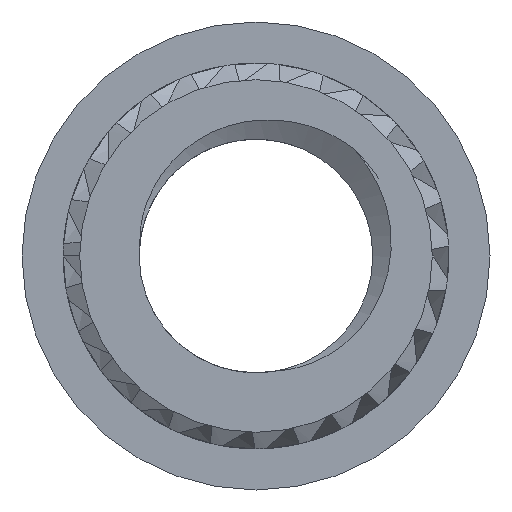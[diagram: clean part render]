
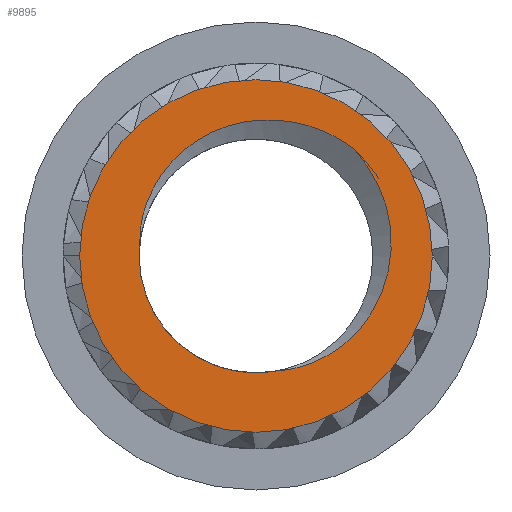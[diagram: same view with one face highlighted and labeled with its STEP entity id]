
A CAD part, front view. The second image highlights one B-rep face of the part: STEP entity #9895.
In plain terms, the highlighted planar face has unit normal (0, -1, 0).
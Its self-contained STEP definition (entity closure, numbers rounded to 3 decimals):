
#206 = CARTESIAN_POINT ( 'NONE',  ( 0.24, -2.715, -1.325 ) ) ;
#222 = CARTESIAN_POINT ( 'NONE',  ( 1.22, -2.715, -0.826 ) ) ;
#252 = CARTESIAN_POINT ( 'NONE',  ( 0.076, -2.715, 1.575 ) ) ;
#327 = CARTESIAN_POINT ( 'NONE',  ( 1.126, -2.715, 1.238 ) ) ;
#659 = CARTESIAN_POINT ( 'NONE',  ( 0.218, -2.715, 1.574 ) ) ;
#797 = B_SPLINE_CURVE_WITH_KNOTS ( 'NONE', 3,
 ( #6788, #15917, #1686, #12015, #9434, #5575, #16000, #12172, #14600, #7124, #4432, #222, #16169, #16249, #13541, #6949, #10816, #8425 ),
 .UNSPECIFIED., .F., .F.,
 ( 4, 2, 2, 2, 2, 2, 2, 2, 4 ),
 ( 0., 0., 0.001, 0.001, 0.002, 0.002, 0.003, 0.003, 0.003 ),
 .UNSPECIFIED. ) ;
#980 = FACE_OUTER_BOUND ( 'NONE', #16841, .T. ) ;
#1120 = VERTEX_POINT ( 'NONE', #11664 ) ;
#1383 = CARTESIAN_POINT ( 'NONE',  ( -1.327, -2.715, 0.399 ) ) ;
#1554 = CARTESIAN_POINT ( 'NONE',  ( -0.339, -2.715, 1.501 ) ) ;
#1575 = ORIENTED_EDGE ( 'NONE', *, *, #3199, .T. ) ;
#1686 = CARTESIAN_POINT ( 'NONE',  ( 1.303, -2.715, 1.019 ) ) ;
#1841 = DIRECTION ( 'NONE',  ( 0., -1., 0. ) ) ;
#1884 = CARTESIAN_POINT ( 'NONE',  ( 0.632, -2.715, 1.5 ) ) ;
#1967 = CARTESIAN_POINT ( 'NONE',  ( 0.892, -2.715, 1.393 ) ) ;
#2110 = ORIENTED_EDGE ( 'NONE', *, *, #5068, .F. ) ;
#2139 = VERTEX_POINT ( 'NONE', #13535 ) ;
#3041 = VERTEX_POINT ( 'NONE', #7451 ) ;
#3199 = EDGE_CURVE ( 'NONE', #8737, #2139, #6136, .T. ) ;
#3241 = CARTESIAN_POINT ( 'NONE',  ( 0., -2.715, 0. ) ) ;
#3350 = EDGE_CURVE ( 'NONE', #1120, #16257, #8250, .T. ) ;
#3354 = CARTESIAN_POINT ( 'NONE',  ( 0., -2.715, 0. ) ) ;
#4124 = CARTESIAN_POINT ( 'NONE',  ( -1.345, -2.715, 0.26 ) ) ;
#4239 = ORIENTED_EDGE ( 'NONE', *, *, #6957, .F. ) ;
#4365 = DIRECTION ( 'NONE',  ( 0., 0., 1. ) ) ;
#4432 = CARTESIAN_POINT ( 'NONE',  ( 1.377, -2.715, -0.591 ) ) ;
#4564 = EDGE_CURVE ( 'NONE', #16257, #13037, #797, .T. ) ;
#4748 = AXIS2_PLACEMENT_3D ( 'NONE', #3354, #7253, #9742 ) ;
#5068 = EDGE_CURVE ( 'NONE', #3041, #13037, #8189, .T. ) ;
#5139 = ORIENTED_EDGE ( 'NONE', *, *, #4564, .T. ) ;
#5215 = DIRECTION ( 'NONE',  ( 0., 0., 1. ) ) ;
#5350 = CARTESIAN_POINT ( 'NONE',  ( -1.183, -2.715, 0.796 ) ) ;
#5575 = CARTESIAN_POINT ( 'NONE',  ( 1.552, -2.715, 0.366 ) ) ;
#6136 = CIRCLE ( 'NONE', #4748, 2.033 ) ;
#6362 = AXIS2_PLACEMENT_3D ( 'NONE', #3241, #8276, #4365 ) ;
#6649 = CARTESIAN_POINT ( 'NONE',  ( -1.245, -2.715, 0.67 ) ) ;
#6663 = CARTESIAN_POINT ( 'NONE',  ( 2.033, -2.715, 0. ) ) ;
#6788 = CARTESIAN_POINT ( 'NONE',  ( 1.126, -2.715, 1.238 ) ) ;
#6949 = CARTESIAN_POINT ( 'NONE',  ( 0.521, -2.715, -1.283 ) ) ;
#6957 = EDGE_CURVE ( 'NONE', #1120, #3041, #9380, .T. ) ;
#7124 = CARTESIAN_POINT ( 'NONE',  ( 1.438, -2.715, -0.466 ) ) ;
#7253 = DIRECTION ( 'NONE',  ( 0., -1., 0. ) ) ;
#7451 = CARTESIAN_POINT ( 'NONE',  ( -1.347, -2.715, 0. ) ) ;
#7672 = ORIENTED_EDGE ( 'NONE', *, *, #13093, .T. ) ;
#8118 = CARTESIAN_POINT ( 'NONE',  ( -0.716, -2.715, 1.315 ) ) ;
#8134 = DIRECTION ( 'NONE',  ( 0., -1., 0. ) ) ;
#8189 = CIRCLE ( 'NONE', #9271, 1.347 ) ;
#8250 = B_SPLINE_CURVE_WITH_KNOTS ( 'NONE', 3,
 ( #10681, #4124, #1383, #6649, #5350, #9391, #14628, #8118, #13328, #1554, #12046, #252, #659, #16450, #1884, #1967, #14885, #327 ),
 .UNSPECIFIED., .F., .F.,
 ( 4, 2, 2, 2, 2, 2, 2, 2, 4 ),
 ( 0., 0., 0.001, 0.001, 0.002, 0.002, 0.003, 0.003, 0.003 ),
 .UNSPECIFIED. ) ;
#8276 = DIRECTION ( 'NONE',  ( 0., -1., 0. ) ) ;
#8293 = CARTESIAN_POINT ( 'NONE',  ( 1.126, -2.715, 1.238 ) ) ;
#8425 = CARTESIAN_POINT ( 'NONE',  ( 0.24, -2.715, -1.325 ) ) ;
#8451 = ORIENTED_EDGE ( 'NONE', *, *, #3350, .T. ) ;
#8737 = VERTEX_POINT ( 'NONE', #6663 ) ;
#9084 = PLANE ( 'NONE',  #16072 ) ;
#9271 = AXIS2_PLACEMENT_3D ( 'NONE', #14640, #8134, #13344 ) ;
#9380 = CIRCLE ( 'NONE', #6362, 1.347 ) ;
#9391 = CARTESIAN_POINT ( 'NONE',  ( -1.026, -2.715, 1.03 ) ) ;
#9434 = CARTESIAN_POINT ( 'NONE',  ( 1.488, -2.715, 0.638 ) ) ;
#9495 = AXIS2_PLACEMENT_3D ( 'NONE', #9759, #1841, #16230 ) ;
#9742 = DIRECTION ( 'NONE',  ( 0., 0., 1. ) ) ;
#9759 = CARTESIAN_POINT ( 'NONE',  ( 0., -2.715, 0. ) ) ;
#9895 = ADVANCED_FACE ( 'NONE', ( #10455, #980 ), #9084, .F. ) ;
#10455 = FACE_BOUND ( 'NONE', #16362, .T. ) ;
#10681 = CARTESIAN_POINT ( 'NONE',  ( -1.342, -2.715, 0.118 ) ) ;
#10816 = CARTESIAN_POINT ( 'NONE',  ( 0.382, -2.715, -1.315 ) ) ;
#11571 = DIRECTION ( 'NONE',  ( 0., 1., 0. ) ) ;
#11664 = CARTESIAN_POINT ( 'NONE',  ( -1.342, -2.715, 0.118 ) ) ;
#12015 = CARTESIAN_POINT ( 'NONE',  ( 1.437, -2.715, 0.772 ) ) ;
#12046 = CARTESIAN_POINT ( 'NONE',  ( -0.201, -2.715, 1.539 ) ) ;
#12172 = CARTESIAN_POINT ( 'NONE',  ( 1.552, -2.715, -0.058 ) ) ;
#13037 = VERTEX_POINT ( 'NONE', #206 ) ;
#13093 = EDGE_CURVE ( 'NONE', #2139, #8737, #14712, .T. ) ;
#13328 = CARTESIAN_POINT ( 'NONE',  ( -0.596, -2.715, 1.39 ) ) ;
#13344 = DIRECTION ( 'NONE',  ( 0., 0., 1. ) ) ;
#13535 = CARTESIAN_POINT ( 'NONE',  ( -2.033, -2.715, 0. ) ) ;
#13541 = CARTESIAN_POINT ( 'NONE',  ( 0.782, -2.715, -1.18 ) ) ;
#14600 = CARTESIAN_POINT ( 'NONE',  ( 1.527, -2.715, -0.196 ) ) ;
#14628 = CARTESIAN_POINT ( 'NONE',  ( -0.932, -2.715, 1.135 ) ) ;
#14640 = CARTESIAN_POINT ( 'NONE',  ( 0., -2.715, 0. ) ) ;
#14712 = CIRCLE ( 'NONE', #9495, 2.033 ) ;
#14885 = CARTESIAN_POINT ( 'NONE',  ( 1.013, -2.715, 1.323 ) ) ;
#15546 = CARTESIAN_POINT ( 'NONE',  ( -2.698, -2.715, 4.5 ) ) ;
#15917 = CARTESIAN_POINT ( 'NONE',  ( 1.222, -2.715, 1.133 ) ) ;
#16000 = CARTESIAN_POINT ( 'NONE',  ( 1.565, -2.715, 0.223 ) ) ;
#16072 = AXIS2_PLACEMENT_3D ( 'NONE', #15546, #11571, #5215 ) ;
#16169 = CARTESIAN_POINT ( 'NONE',  ( 1.124, -2.715, -0.931 ) ) ;
#16230 = DIRECTION ( 'NONE',  ( 0., 0., 1. ) ) ;
#16249 = CARTESIAN_POINT ( 'NONE',  ( 0.906, -2.715, -1.107 ) ) ;
#16257 = VERTEX_POINT ( 'NONE', #8293 ) ;
#16362 = EDGE_LOOP ( 'NONE', ( #5139, #2110, #4239, #8451 ) ) ;
#16450 = CARTESIAN_POINT ( 'NONE',  ( 0.496, -2.715, 1.537 ) ) ;
#16841 = EDGE_LOOP ( 'NONE', ( #7672, #1575 ) ) ;
